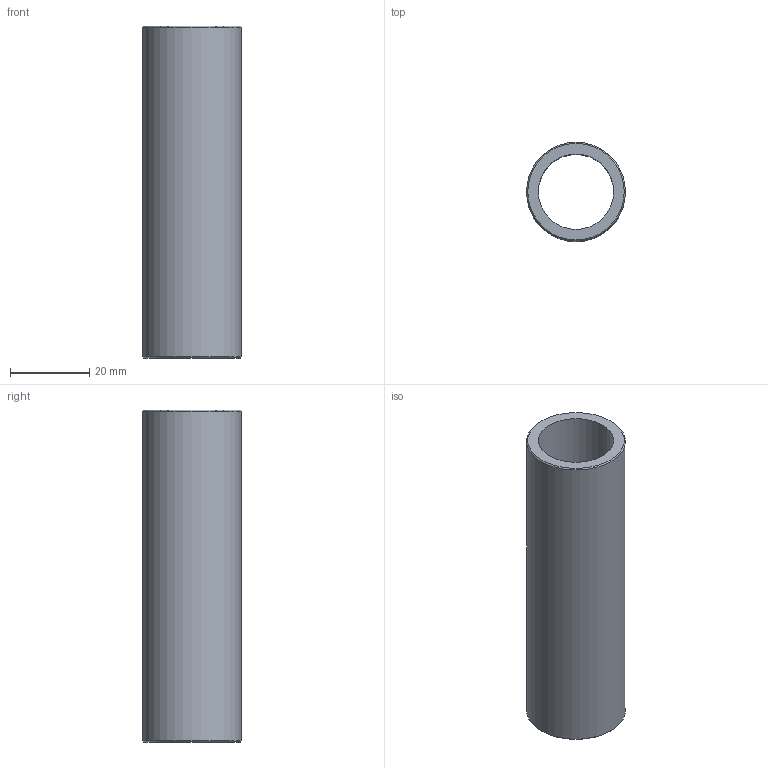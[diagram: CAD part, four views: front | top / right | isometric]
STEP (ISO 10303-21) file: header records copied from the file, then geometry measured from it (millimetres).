
FILE_DESCRIPTION(/* description */ ('OCG1 Tube-OCG1 Cylinder'),/* implementation_level */ '2;1');
FILE_NAME(/* name */ 'TUBE_OCG13_4x2_Open-Extend_.ipt.stp',/* time_stamp */ '2016-01-07T16:45:17-08:00',/* author */ ('Cadenas PARTsolutions'),/* organization */ ('PHD'),/* preprocessor_version */ 'ST-DEVELOPER v16.1',/* originating_system */ 'Autodesk Inventor 2016',/* authorisation */ '');
FILE_SCHEMA (('AUTOMOTIVE_DESIGN { 1 0 10303 214 3 1 1 }'));
Length unit declared in the file: inch
Products named in the file (1): TUBE_OCG13_4x2_Open-Extend_
Bounding box: 24.99 x 24.99 x 83.87 mm (x, y, z)
Volume: 17236.6 mm3; surface area: 11987.9 mm2
Topology: 1 solids, 1 shells, 6 faces, 10 edges, 6 vertices
Faces by surface type: plane 2, cone 2, cylinder 2
Full cylindrical faces by diameter (mm): 19.05 x1, 24.994 x1
Entity records: 154 total; most frequent: DIRECTION 26, CARTESIAN_POINT 19, AXIS2_PLACEMENT_3D 13, EDGE_LOOP 12, ORIENTED_EDGE 12, FACE_BOUND 6, FACE_OUTER_BOUND 6, CIRCLE 6
